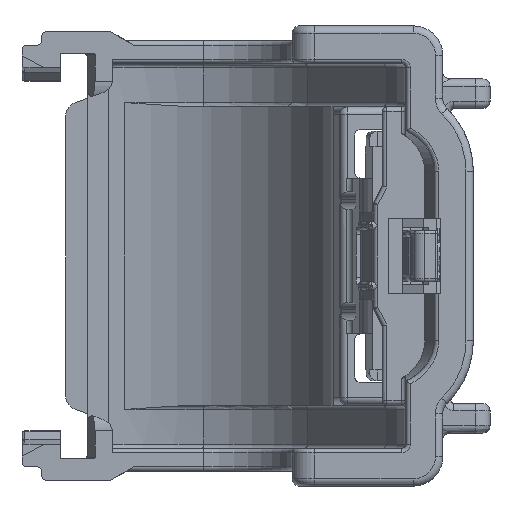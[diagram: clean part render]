
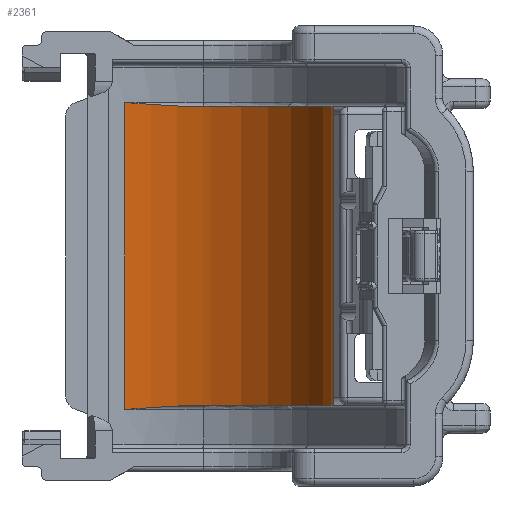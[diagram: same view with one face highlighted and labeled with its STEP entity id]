
A CAD part, left-side view. The second image highlights one B-rep face of the part: STEP entity #2361.
In plain terms, the highlighted cylindrical face has radius 15 mm (diameter 30 mm), a partial arc.
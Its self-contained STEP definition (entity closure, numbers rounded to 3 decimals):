
#456=CYLINDRICAL_SURFACE('',#25552,15.);
#978=CIRCLE('',#24964,15.);
#1186=CIRCLE('',#25522,15.);
#1817=B_SPLINE_CURVE_WITH_KNOTS('',3,(#38515,#38516,#38517,#38518),
 .UNSPECIFIED.,.F.,.F.,(4,4),(0.,1.),.UNSPECIFIED.);
#1818=B_SPLINE_CURVE_WITH_KNOTS('',3,(#38520,#38521,#38522,#38523),
 .UNSPECIFIED.,.F.,.F.,(4,4),(0.,1.),.UNSPECIFIED.);
#1819=B_SPLINE_CURVE_WITH_KNOTS('',3,(#38525,#38526,#38527,#38528,#38529,
#38530,#38531,#38532,#38533,#38534,#38535,#38536,#38537,#38538,#38539,#38540,
#38541,#38542,#38543),.UNSPECIFIED.,.F.,.F.,(4,3,3,3,3,3,4),(0.,0.11,
0.467,0.807,0.986,0.991,
1.),.UNSPECIFIED.);
#1820=B_SPLINE_CURVE_WITH_KNOTS('',3,(#38544,#38545,#38546,#38547,#38548,
#38549,#38550,#38551,#38552,#38553,#38554,#38555,#38556,#38557,#38558,#38559,
#38560,#38561,#38562),.UNSPECIFIED.,.F.,.F.,(4,3,3,3,3,3,4),(0.,0.009,
0.014,0.193,0.533,0.89,
1.),.UNSPECIFIED.);
#2361=ADVANCED_FACE('',(#4396),#456,.F.);
#4396=FACE_OUTER_BOUND('',#5791,.T.);
#5791=EDGE_LOOP('',(#9633,#9634,#9635,#9636,#9637,#9638,#9639,#9640));
#9633=ORIENTED_EDGE('',*,*,#18200,.F.);
#9634=ORIENTED_EDGE('',*,*,#17208,.F.);
#9635=ORIENTED_EDGE('',*,*,#17922,.F.);
#9636=ORIENTED_EDGE('',*,*,#18181,.F.);
#9637=ORIENTED_EDGE('',*,*,#18201,.F.);
#9638=ORIENTED_EDGE('',*,*,#18202,.T.);
#9639=ORIENTED_EDGE('',*,*,#17597,.F.);
#9640=ORIENTED_EDGE('',*,*,#18203,.T.);
#14853=VERTEX_POINT('',#35711);
#14854=VERTEX_POINT('',#35713);
#15147=VERTEX_POINT('',#36673);
#15148=VERTEX_POINT('',#36675);
#15387=VERTEX_POINT('',#37503);
#15483=VERTEX_POINT('',#38453);
#15488=VERTEX_POINT('',#38519);
#15489=VERTEX_POINT('',#38524);
#17208=EDGE_CURVE('',#14853,#14854,#978,.T.);
#17597=EDGE_CURVE('',#15147,#15148,#20890,.T.);
#17922=EDGE_CURVE('',#15387,#14853,#21114,.T.);
#18181=EDGE_CURVE('',#15483,#15387,#1186,.T.);
#18200=EDGE_CURVE('',#14854,#15488,#1817,.T.);
#18201=EDGE_CURVE('',#15489,#15483,#1818,.T.);
#18202=EDGE_CURVE('',#15489,#15148,#1819,.T.);
#18203=EDGE_CURVE('',#15147,#15488,#1820,.T.);
#20890=LINE('',#36674,#23204);
#21114=LINE('',#37504,#23428);
#23204=VECTOR('',#28815,1.);
#23428=VECTOR('',#29319,1.);
#24964=AXIS2_PLACEMENT_3D('',#35712,#28202,#28203);
#25522=AXIS2_PLACEMENT_3D('',#38454,#29951,#29952);
#25552=AXIS2_PLACEMENT_3D('',#38563,#30014,#30015);
#28202=DIRECTION('',(0.,0.,1.));
#28203=DIRECTION('',(0.,1.,0.));
#28815=DIRECTION('',(0.,0.,1.));
#29319=DIRECTION('',(0.,0.,-1.));
#29951=DIRECTION('',(0.,0.,-1.));
#29952=DIRECTION('',(0.,-1.,0.));
#30014=DIRECTION('',(0.,0.,1.));
#30015=DIRECTION('',(0.,-1.,0.));
#35711=CARTESIAN_POINT('',(39.272,-62.772,1.8));
#35712=CARTESIAN_POINT('',(39.272,-47.772,1.8));
#35713=CARTESIAN_POINT('',(52.708,-54.442,1.8));
#36673=CARTESIAN_POINT('',(54.249,-48.611,1.5));
#36674=CARTESIAN_POINT('',(54.249,-48.611,-224.04));
#36675=CARTESIAN_POINT('',(54.249,-48.611,22.3));
#37503=CARTESIAN_POINT('',(39.272,-62.772,22.));
#37504=CARTESIAN_POINT('',(39.272,-62.772,1.8));
#38453=CARTESIAN_POINT('',(52.708,-54.442,22.));
#38454=CARTESIAN_POINT('',(39.272,-47.772,22.));
#38515=CARTESIAN_POINT('',(52.708,-54.442,1.8));
#38516=CARTESIAN_POINT('',(52.8,-54.255,1.8));
#38517=CARTESIAN_POINT('',(52.889,-54.067,1.799));
#38518=CARTESIAN_POINT('',(52.974,-53.877,1.795));
#38519=CARTESIAN_POINT('',(52.974,-53.877,1.795));
#38520=CARTESIAN_POINT('',(52.974,-53.877,22.005));
#38521=CARTESIAN_POINT('',(52.889,-54.067,22.001));
#38522=CARTESIAN_POINT('',(52.8,-54.255,22.));
#38523=CARTESIAN_POINT('',(52.708,-54.442,22.));
#38524=CARTESIAN_POINT('',(52.974,-53.877,22.005));
#38525=CARTESIAN_POINT('',(52.974,-53.877,22.005));
#38526=CARTESIAN_POINT('',(53.055,-53.695,22.008));
#38527=CARTESIAN_POINT('',(53.133,-53.51,22.013));
#38528=CARTESIAN_POINT('',(53.207,-53.324,22.019));
#38529=CARTESIAN_POINT('',(53.447,-52.722,22.038));
#38530=CARTESIAN_POINT('',(53.648,-52.102,22.07));
#38531=CARTESIAN_POINT('',(53.808,-51.474,22.107));
#38532=CARTESIAN_POINT('',(53.961,-50.876,22.143));
#38533=CARTESIAN_POINT('',(54.076,-50.269,22.184));
#38534=CARTESIAN_POINT('',(54.153,-49.657,22.226));
#38535=CARTESIAN_POINT('',(54.194,-49.334,22.249));
#38536=CARTESIAN_POINT('',(54.225,-49.01,22.272));
#38537=CARTESIAN_POINT('',(54.245,-48.686,22.295));
#38538=CARTESIAN_POINT('',(54.245,-48.677,22.295));
#38539=CARTESIAN_POINT('',(54.246,-48.669,22.296));
#38540=CARTESIAN_POINT('',(54.246,-48.66,22.297));
#38541=CARTESIAN_POINT('',(54.247,-48.644,22.298));
#38542=CARTESIAN_POINT('',(54.248,-48.628,22.299));
#38543=CARTESIAN_POINT('',(54.249,-48.611,22.3));
#38544=CARTESIAN_POINT('',(54.249,-48.611,1.5));
#38545=CARTESIAN_POINT('',(54.248,-48.628,1.501));
#38546=CARTESIAN_POINT('',(54.247,-48.644,1.502));
#38547=CARTESIAN_POINT('',(54.246,-48.66,1.503));
#38548=CARTESIAN_POINT('',(54.246,-48.669,1.504));
#38549=CARTESIAN_POINT('',(54.245,-48.677,1.505));
#38550=CARTESIAN_POINT('',(54.245,-48.686,1.505));
#38551=CARTESIAN_POINT('',(54.225,-49.01,1.528));
#38552=CARTESIAN_POINT('',(54.194,-49.334,1.551));
#38553=CARTESIAN_POINT('',(54.153,-49.657,1.574));
#38554=CARTESIAN_POINT('',(54.076,-50.269,1.616));
#38555=CARTESIAN_POINT('',(53.961,-50.876,1.657));
#38556=CARTESIAN_POINT('',(53.808,-51.474,1.693));
#38557=CARTESIAN_POINT('',(53.648,-52.102,1.73));
#38558=CARTESIAN_POINT('',(53.447,-52.722,1.762));
#38559=CARTESIAN_POINT('',(53.207,-53.324,1.781));
#38560=CARTESIAN_POINT('',(53.133,-53.51,1.787));
#38561=CARTESIAN_POINT('',(53.055,-53.695,1.792));
#38562=CARTESIAN_POINT('',(52.974,-53.877,1.795));
#38563=CARTESIAN_POINT('',(39.272,-47.772,-224.04));
